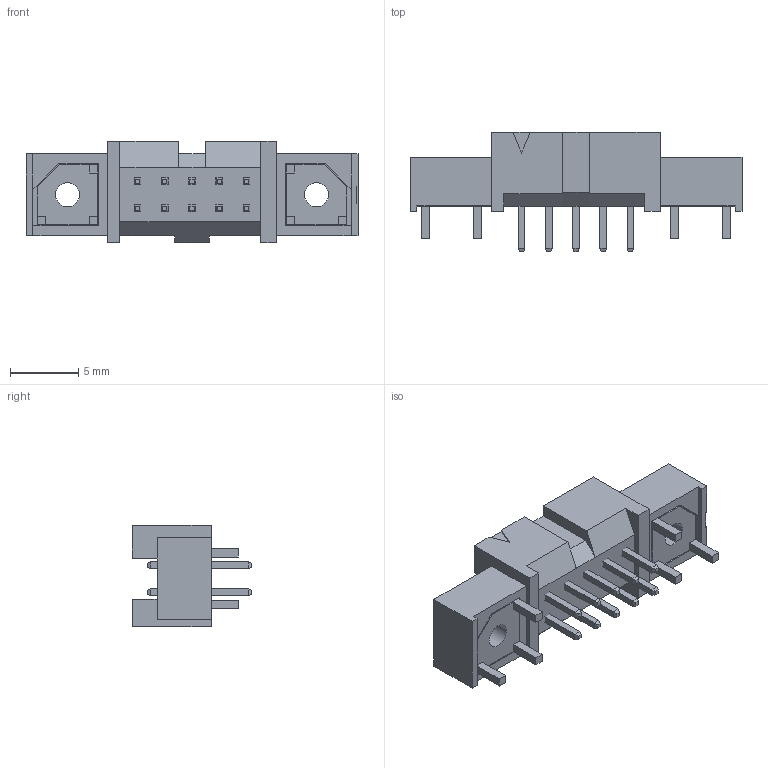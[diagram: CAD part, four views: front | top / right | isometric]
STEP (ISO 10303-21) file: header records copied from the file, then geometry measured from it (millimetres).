
FILE_DESCRIPTION( ( 'STEP AP203' ), '1' );
FILE_NAME( 'T2M-105-01-L-D-TH-DS.stp', '2021-11-30T00:03:10', ( 'License CC BY-ND 4.0' ), ( 'CADENAS' ), ' ', 'PARTsolutions', ' ' );
FILE_SCHEMA( ( 'CONFIG_CONTROL_DESIGN' ) );
Length unit declared in the file: millimetre
Products named in the file (3): T2M-105-01-L-D-TH-DS; _B1T2M-05-D-TH-DS; _P2T2M-05-D-TH-DS
Assembly tree (2 placements, depth 2):
  T2M-105-01-L-D-TH-DS
    _B1T2M-05-D-TH-DS
    _P2T2M-05-D-TH-DS
Bounding box: 24.38 x 8.76 x 7.44 mm (x, y, z)
Volume: 461.5 mm3; surface area: 1163.2 mm2
Topology: 2 solids, 2 shells, 311 faces, 829 edges, 526 vertices
Faces by surface type: plane 307, cylinder 4
Full cylindrical faces by diameter (mm): 1.778 x2, 3.175 x2
Entity records: 9449 total; most frequent: CARTESIAN_POINT 1661, ORIENTED_EDGE 1646, DIRECTION 1459, EDGE_CURVE 823, LINE 815, VECTOR 815, VERTEX_POINT 524, EDGE_LOOP 323
